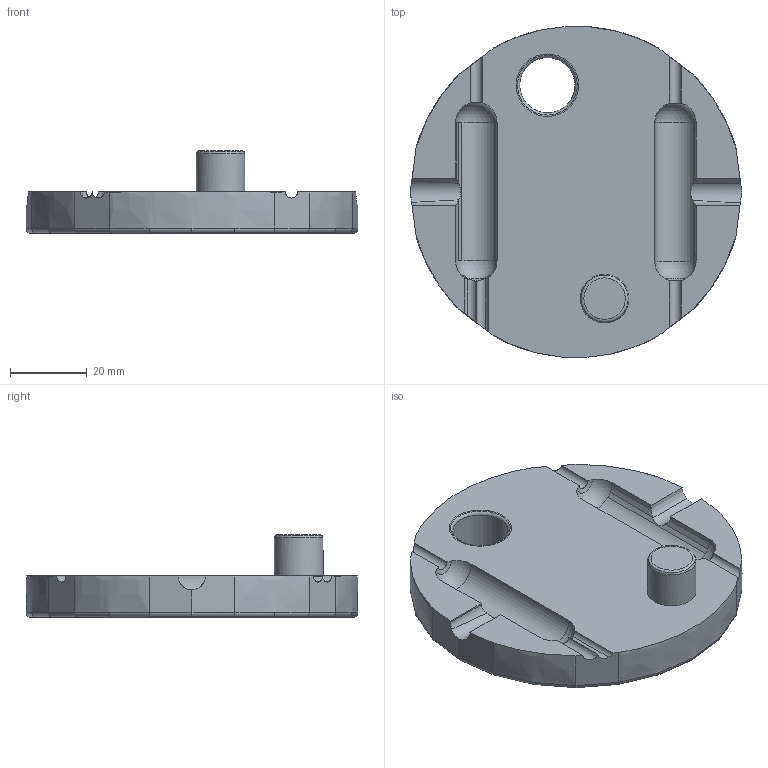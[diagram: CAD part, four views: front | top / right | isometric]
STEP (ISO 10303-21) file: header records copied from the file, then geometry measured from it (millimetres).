
FILE_DESCRIPTION(/* description */ (''),/* implementation_level */ '2;1');
FILE_NAME(/* name */ '2.step',/* time_stamp */ '2025-07-17T13:11:57+03:00',/* author */ (''),/* organization */ (''),/* preprocessor_version */ 'ST-DEVELOPER v20.1',/* originating_system */ 'Autodesk Translation Framework v14.10.0.0',/* authorisation */ '');
FILE_SCHEMA (('AUTOMOTIVE_DESIGN { 1 0 10303 214 3 1 1 }'));
Length unit declared in the file: millimetre
Products named in the file (1): 2025-07-17-13-06-17-184
Bounding box: 86.25 x 86.26 x 21.56 mm (x, y, z)
Volume: 57481.9 mm3; surface area: 15635.6 mm2
Topology: 1 solids, 1 shells, 82 faces, 233 edges, 153 vertices
Faces by surface type: cylinder 35, plane 20, cone 13, sphere 6, bspline 6, torus 2
Full cylindrical faces by diameter (mm): 12.65 x1, 14.375 x1
Entity records: 21458 total; most frequent: CARTESIAN_POINT 19333, ORIENTED_EDGE 462, DIRECTION 423, EDGE_CURVE 231, AXIS2_PLACEMENT_3D 156, VERTEX_POINT 153, LINE 111, VECTOR 111
